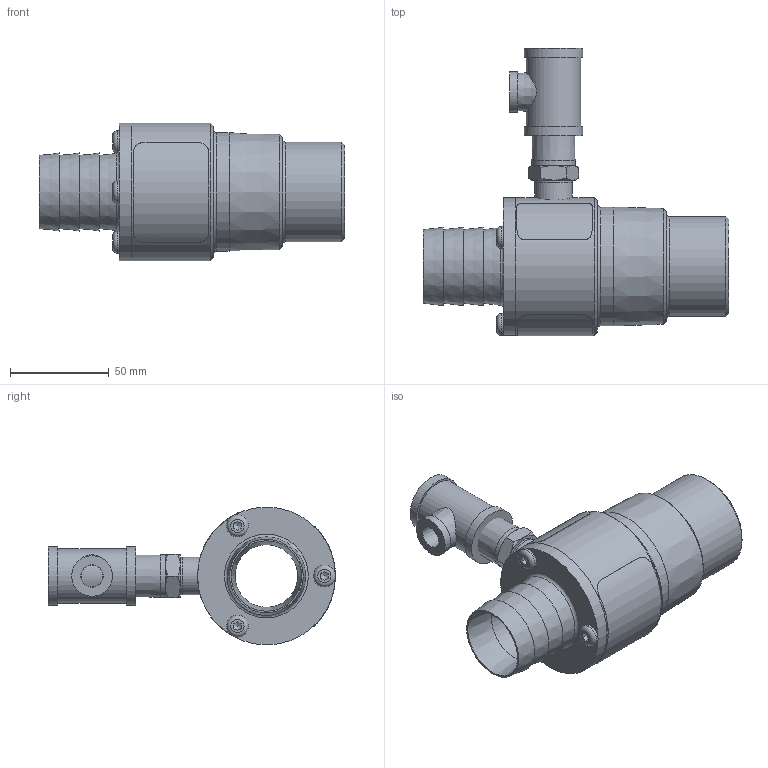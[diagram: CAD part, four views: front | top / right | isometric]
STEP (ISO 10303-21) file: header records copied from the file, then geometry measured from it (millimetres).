
FILE_DESCRIPTION((''),'2;1');
FILE_NAME('6097.stp','2009-10-29T16:34:05',('David Woerner'),(''),'Autodesk Inventor 2010','Autodesk Inventor 2010','');
FILE_SCHEMA(('AUTOMOTIVE_DESIGN { 1 0 10303 214 1 1 1 1 }'));
Length unit declared in the file: inch
Products named in the file (11): 6097; 900986; 6806-4140; 900987; AS 568 static(External) DASH # 223; Unbrako UNC Hex Socket Button Cap - Inch 1/4 x 3/4; ANSI/ASME B16.15 Tee Reducing - Class 125 1/2 x 1/2 x 1/4; 9718 for 6097; 9715 for 6097; 901081; Parker Male Connector 48F 48F-8-8
Assembly tree (13 placements, depth 2):
  6097
    900986
    6806-4140
    900987
    AS 568 static(External) DASH # 223  x2
    Unbrako UNC Hex Socket Button Cap - Inch 1/4 x 3/4  x3
    ANSI/ASME B16.15 Tee Reducing - Class 125 1/2 x 1/2 x 1/4
    9718 for 6097
    9715 for 6097
    901081
    Parker Male Connector 48F 48F-8-8
Bounding box: 154.99 x 145.55 x 69.85 mm (x, y, z)
Volume: 270961.1 mm3; surface area: 95472.8 mm2
Topology: 13 solids, 15 shells, 214 faces, 468 edges, 297 vertices
Faces by surface type: plane 77, cylinder 56, cone 43, bspline 30, torus 8
Full cylindrical faces by diameter (mm): 2.261 x8, 6.35 x3, 11.1 x3, 16.535 x1, 19.012 x2, 20.574 x1, 21.819 x1, 22.86 x1, 27.432 x1, 29.718 x2, 31.75 x3, 38.1 x1, 41.275 x2, 42.215 x2, 47.803 x2, 48.057 x2, 48.108 x1, 48.26 x1, 50.673 x1, 60.262 x1, 69.85 x2
Entity records: 6199 total; most frequent: CARTESIAN_POINT 2466, DIRECTION 696, ORIENTED_EDGE 554, EDGE_LOOP 323, AXIS2_PLACEMENT_3D 322, EDGE_CURVE 277, VERTEX_POINT 224, FACE_OUTER_BOUND 179
